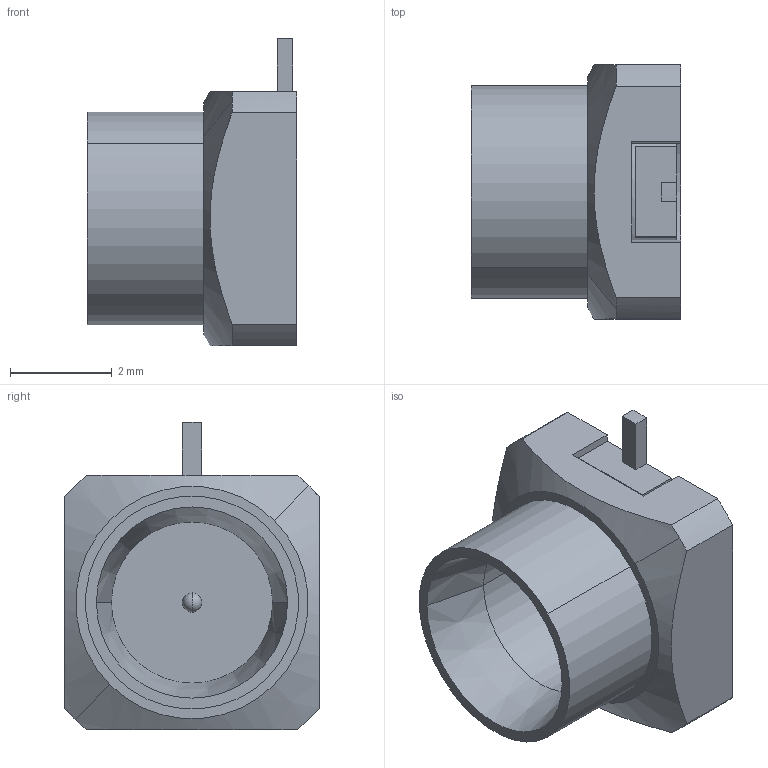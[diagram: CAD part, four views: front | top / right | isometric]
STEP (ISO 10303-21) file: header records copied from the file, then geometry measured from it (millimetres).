
FILE_DESCRIPTION((''),'2;1');
FILE_NAME('SMP-MSSB-PCS-17_SW0001','2020-07-07T13:24:28',('ehill'),(''),'CREO PARAMETRIC BY PTC INC, 2019444','CREO PARAMETRIC BY PTC INC, 2019444','');
FILE_SCHEMA(('CONFIG_CONTROL_DESIGN'));
Length unit declared in the file: millimetre
Products named in the file (1): SMP-MSSB-PCS-17_SW0001
Bounding box: 4.12 x 5 x 6.04 mm (x, y, z)
Volume: 49 mm3; surface area: 166.1 mm2
Topology: 1 solids, 1 shells, 47 faces, 122 edges, 79 vertices
Faces by surface type: plane 23, cylinder 18, cone 4, sphere 2
Entity records: 1538 total; most frequent: CARTESIAN_POINT 314, DIRECTION 260, ORIENTED_EDGE 240, EDGE_CURVE 120, AXIS2_PLACEMENT_3D 97, VERTEX_POINT 79, VECTOR 66, LINE 66
